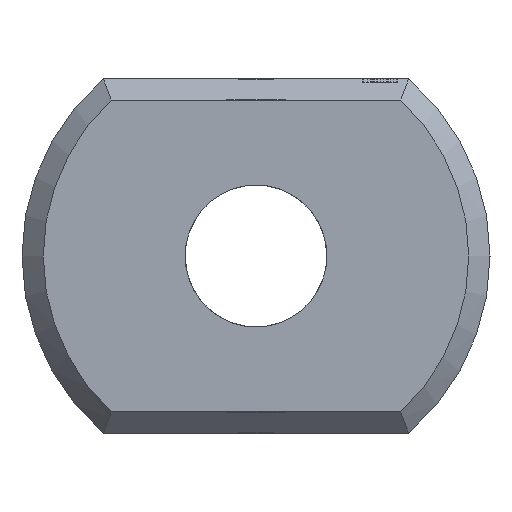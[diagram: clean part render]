
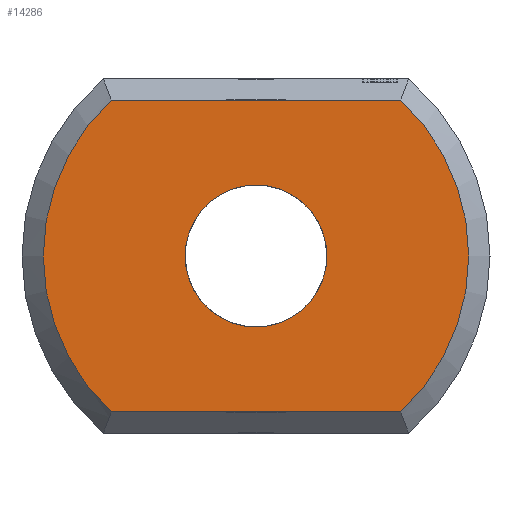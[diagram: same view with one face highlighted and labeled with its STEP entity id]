
A CAD part, left-side view. The second image highlights one B-rep face of the part: STEP entity #14286.
In plain terms, the highlighted planar face has unit normal (-1, 0, 0).
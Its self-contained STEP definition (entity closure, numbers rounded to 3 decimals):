
#3552 = VERTEX_POINT('',#3553);
#3553 = CARTESIAN_POINT('',(0.,-2.04,2.2));
#3562 = VERTEX_POINT('',#3563);
#3563 = CARTESIAN_POINT('',(0.,-2.04,-2.2));
#3570 = EDGE_CURVE('',#3552,#3562,#3571,.T.);
#3571 = CIRCLE('',#3572,3.);
#3572 = AXIS2_PLACEMENT_3D('',#3573,#3574,#3575);
#3573 = CARTESIAN_POINT('',(0.,0.,0.));
#3574 = DIRECTION('',(1.,0.,0.));
#3575 = DIRECTION('',(0.,-0.653,0.758)
  );
#4254 = VERTEX_POINT('',#4255);
#4255 = CARTESIAN_POINT('',(0.,2.04,2.2));
#4262 = EDGE_CURVE('',#3552,#4254,#4263,.T.);
#4263 = LINE('',#4264,#4265);
#4264 = CARTESIAN_POINT('',(0.,-2.154,2.2));
#4265 = VECTOR('',#4266,1.);
#4266 = DIRECTION('',(0.,1.,0.));
#14286 = ADVANCED_FACE('',(#14287,#14306),#14317,.F.);
#14287 = FACE_BOUND('',#14288,.F.);
#14288 = EDGE_LOOP('',(#14289,#14298,#14299,#14300));
#14289 = ORIENTED_EDGE('',*,*,#14290,.T.);
#14290 = EDGE_CURVE('',#14291,#4254,#14293,.T.);
#14291 = VERTEX_POINT('',#14292);
#14292 = CARTESIAN_POINT('',(0.,2.04,-2.2));
#14293 = CIRCLE('',#14294,3.);
#14294 = AXIS2_PLACEMENT_3D('',#14295,#14296,#14297);
#14295 = CARTESIAN_POINT('',(0.,0.,0.));
#14296 = DIRECTION('',(1.,0.,0.));
#14297 = DIRECTION('',(0.,0.653,-0.758)
  );
#14298 = ORIENTED_EDGE('',*,*,#4262,.F.);
#14299 = ORIENTED_EDGE('',*,*,#3570,.T.);
#14300 = ORIENTED_EDGE('',*,*,#14301,.T.);
#14301 = EDGE_CURVE('',#3562,#14291,#14302,.T.);
#14302 = LINE('',#14303,#14304);
#14303 = CARTESIAN_POINT('',(0.,-2.154,-2.2));
#14304 = VECTOR('',#14305,1.);
#14305 = DIRECTION('',(0.,1.,0.));
#14306 = FACE_BOUND('',#14307,.T.);
#14307 = EDGE_LOOP('',(#14308));
#14308 = ORIENTED_EDGE('',*,*,#14309,.T.);
#14309 = EDGE_CURVE('',#14310,#14310,#14312,.T.);
#14310 = VERTEX_POINT('',#14311);
#14311 = CARTESIAN_POINT('',(0.,1.,0.)
  );
#14312 = CIRCLE('',#14313,1.);
#14313 = AXIS2_PLACEMENT_3D('',#14314,#14315,#14316);
#14314 = CARTESIAN_POINT('',(0.,0.,0.));
#14315 = DIRECTION('',(1.,0.,0.));
#14316 = DIRECTION('',(0.,1.,0.));
#14317 = PLANE('',#14318);
#14318 = AXIS2_PLACEMENT_3D('',#14319,#14320,#14321);
#14319 = CARTESIAN_POINT('',(0.,0.,0.));
#14320 = DIRECTION('',(1.,0.,0.));
#14321 = DIRECTION('',(0.,0.,1.));
